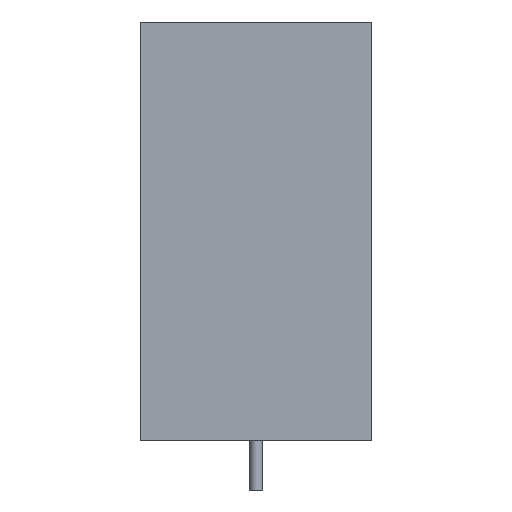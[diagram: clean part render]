
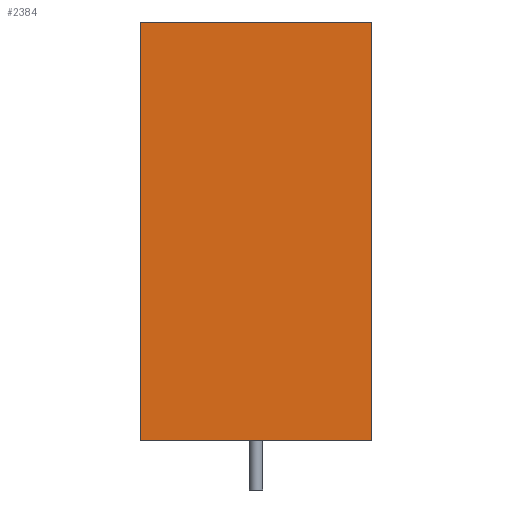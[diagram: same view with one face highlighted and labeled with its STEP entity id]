
A CAD part, left-side view. The second image highlights one B-rep face of the part: STEP entity #2384.
In plain terms, the highlighted planar face has unit normal (-1, 0, 0).
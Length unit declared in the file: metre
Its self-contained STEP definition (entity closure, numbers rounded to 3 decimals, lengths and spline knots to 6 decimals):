
#245=LINE('',#4449,#439);
#253=LINE('',#4465,#447);
#254=LINE('',#4467,#448);
#255=LINE('',#4468,#449);
#439=VECTOR('',#2825,1.);
#447=VECTOR('',#2837,1.);
#448=VECTOR('',#2840,1.);
#449=VECTOR('',#2841,1.);
#526=PLANE('',#2477);
#907=ORIENTED_EDGE('',*,*,#1222,.T.);
#908=ORIENTED_EDGE('',*,*,#1221,.F.);
#909=ORIENTED_EDGE('',*,*,#1223,.F.);
#910=ORIENTED_EDGE('',*,*,#1213,.T.);
#1213=EDGE_CURVE('',#1375,#1374,#245,.T.);
#1221=EDGE_CURVE('',#1380,#1379,#253,.T.);
#1222=EDGE_CURVE('',#1374,#1379,#254,.T.);
#1223=EDGE_CURVE('',#1375,#1380,#255,.T.);
#1374=VERTEX_POINT('',#4448);
#1375=VERTEX_POINT('',#4450);
#1379=VERTEX_POINT('',#4462);
#1380=VERTEX_POINT('',#4464);
#1488=EDGE_LOOP('',(#907,#908,#909,#910));
#1601=FACE_BOUND('',#1488,.T.);
#2384=ADVANCED_FACE('',(#1601),#526,.F.);
#2477=AXIS2_PLACEMENT_3D('',#4466,#2838,#2839);
#2825=DIRECTION('',(0.,1.,0.));
#2837=DIRECTION('',(0.,1.,0.));
#2838=DIRECTION('',(1.,0.,0.));
#2839=DIRECTION('',(0.,0.,-1.));
#2840=DIRECTION('',(0.,0.,-1.));
#2841=DIRECTION('',(0.,0.,-1.));
#4448=CARTESIAN_POINT('',(-0.0205,0.0085,0.01535));
#4449=CARTESIAN_POINT('',(-0.0205,-0.0085,0.01535));
#4450=CARTESIAN_POINT('',(-0.0205,-0.0085,0.01535));
#4462=CARTESIAN_POINT('',(-0.0205,0.0085,-0.01535));
#4464=CARTESIAN_POINT('',(-0.0205,-0.0085,-0.01535));
#4465=CARTESIAN_POINT('',(-0.0205,-0.0085,-0.01535));
#4466=CARTESIAN_POINT('',(-0.0205,-0.0085,0.01535));
#4467=CARTESIAN_POINT('',(-0.0205,0.0085,0.01535));
#4468=CARTESIAN_POINT('',(-0.0205,-0.0085,0.01535));
